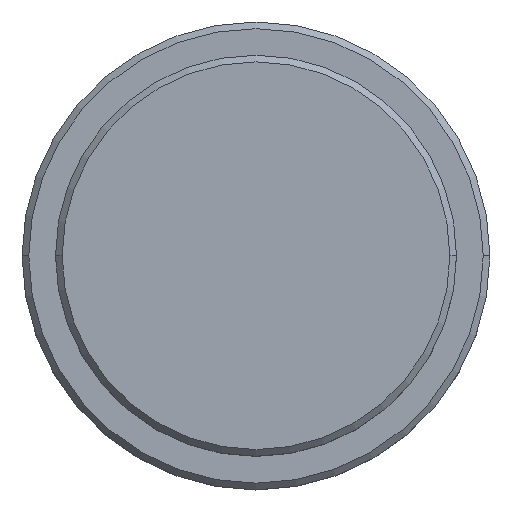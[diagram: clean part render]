
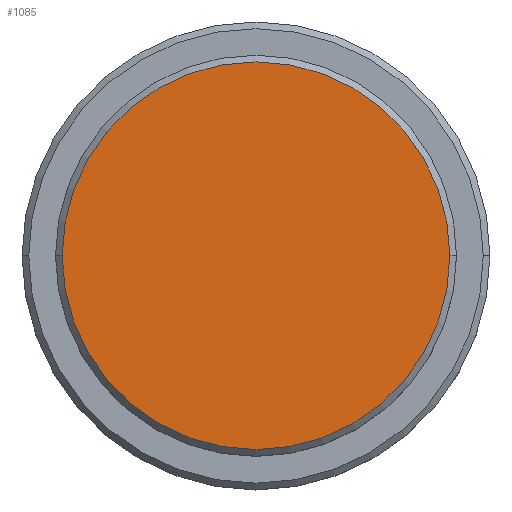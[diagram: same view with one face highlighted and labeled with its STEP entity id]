
A CAD part, top view. The second image highlights one B-rep face of the part: STEP entity #1085.
In plain terms, the highlighted planar face has unit normal (0, 0, 1).
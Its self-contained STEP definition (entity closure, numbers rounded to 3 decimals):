
#25 = DIRECTION ( 'NONE',  ( 0., 0., 1. ) ) ;
#58 = VERTEX_POINT ( 'NONE', #79 ) ;
#79 = CARTESIAN_POINT ( 'NONE',  ( -14.5, 0., 0. ) ) ;
#109 = CARTESIAN_POINT ( 'NONE',  ( 0., 0., 0. ) ) ;
#130 = EDGE_CURVE ( 'NONE', #58, #1013, #1405, .T. ) ;
#462 = CARTESIAN_POINT ( 'NONE',  ( 0., 0., 0. ) ) ;
#536 = CARTESIAN_POINT ( 'NONE',  ( 14.5, 0., 0. ) ) ;
#555 = ORIENTED_EDGE ( 'NONE', *, *, #585, .T. ) ;
#565 = DIRECTION ( 'NONE',  ( 1., 0., 0. ) ) ;
#585 = EDGE_CURVE ( 'NONE', #1013, #58, #846, .T. ) ;
#607 = ORIENTED_EDGE ( 'NONE', *, *, #130, .T. ) ;
#650 = CARTESIAN_POINT ( 'NONE',  ( 0., 0., 0. ) ) ;
#658 = DIRECTION ( 'NONE',  ( 0., 0., 1. ) ) ;
#664 = AXIS2_PLACEMENT_3D ( 'NONE', #650, #1081, #1416 ) ;
#762 = FACE_OUTER_BOUND ( 'NONE', #1354, .T. ) ;
#768 = DIRECTION ( 'NONE',  ( 1., 0., 0. ) ) ;
#846 = CIRCLE ( 'NONE', #1255, 14.5 ) ;
#1013 = VERTEX_POINT ( 'NONE', #536 ) ;
#1081 = DIRECTION ( 'NONE',  ( 0., 0., 1. ) ) ;
#1085 = ADVANCED_FACE ( 'NONE', ( #762 ), #1194, .T. ) ;
#1194 = PLANE ( 'NONE',  #664 ) ;
#1207 = AXIS2_PLACEMENT_3D ( 'NONE', #109, #658, #768 ) ;
#1255 = AXIS2_PLACEMENT_3D ( 'NONE', #462, #25, #565 ) ;
#1354 = EDGE_LOOP ( 'NONE', ( #607, #555 ) ) ;
#1405 = CIRCLE ( 'NONE', #1207, 14.5 ) ;
#1416 = DIRECTION ( 'NONE',  ( 1., 0., 0. ) ) ;
